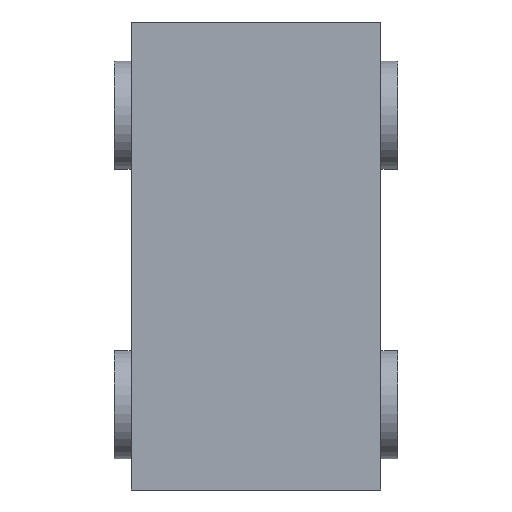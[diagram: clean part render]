
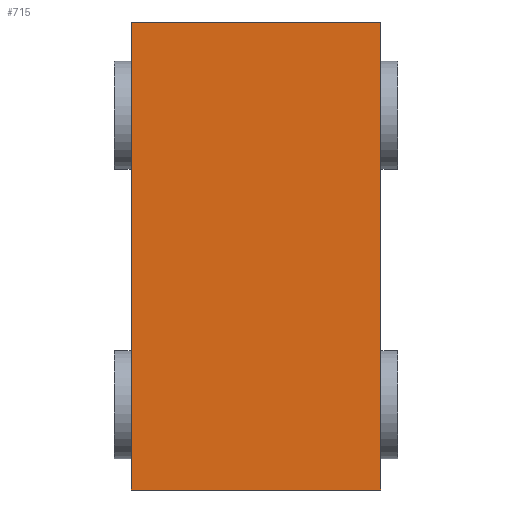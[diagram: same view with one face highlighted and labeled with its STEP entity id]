
A CAD part, front view. The second image highlights one B-rep face of the part: STEP entity #715.
In plain terms, the highlighted planar face has unit normal (0, -1, 0).
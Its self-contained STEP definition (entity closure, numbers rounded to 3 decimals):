
#11 = LINE ( 'NONE', #168, #998 ) ;
#15 = EDGE_LOOP ( 'NONE', ( #646, #858, #59, #739, #957, #315, #443, #879, #718, #184, #684, #518 ) ) ;
#44 = LINE ( 'NONE', #290, #289 ) ;
#50 = VERTEX_POINT ( 'NONE', #119 ) ;
#59 = ORIENTED_EDGE ( 'NONE', *, *, #236, .T. ) ;
#62 = VERTEX_POINT ( 'NONE', #133 ) ;
#69 = CARTESIAN_POINT ( 'NONE',  ( -75., -70., 75. ) ) ;
#70 = VECTOR ( 'NONE', #293, 1000. ) ;
#80 = LINE ( 'NONE', #482, #146 ) ;
#98 = DIRECTION ( 'NONE',  ( 1., 0., 0. ) ) ;
#100 = DIRECTION ( 'NONE',  ( 0., 0., -1. ) ) ;
#102 = LINE ( 'NONE', #259, #316 ) ;
#107 = DIRECTION ( 'NONE',  ( 0., 0., -1. ) ) ;
#117 = CARTESIAN_POINT ( 'NONE',  ( 75., -70., -206.035 ) ) ;
#119 = CARTESIAN_POINT ( 'NONE',  ( -75., -70., -187.303 ) ) ;
#122 = VECTOR ( 'NONE', #264, 1000. ) ;
#126 = VERTEX_POINT ( 'NONE', #150 ) ;
#133 = CARTESIAN_POINT ( 'NONE',  ( 75., -70., 51.516 ) ) ;
#146 = VECTOR ( 'NONE', #654, 1000. ) ;
#150 = CARTESIAN_POINT ( 'NONE',  ( 75., -70., -122.303 ) ) ;
#168 = CARTESIAN_POINT ( 'NONE',  ( 75., -70., 75. ) ) ;
#184 = ORIENTED_EDGE ( 'NONE', *, *, #733, .T. ) ;
#188 = EDGE_CURVE ( 'NONE', #692, #271, #469, .T. ) ;
#189 = LINE ( 'NONE', #525, #122 ) ;
#207 = VERTEX_POINT ( 'NONE', #221 ) ;
#221 = CARTESIAN_POINT ( 'NONE',  ( -75., -70., 51.516 ) ) ;
#227 = VERTEX_POINT ( 'NONE', #954 ) ;
#236 = EDGE_CURVE ( 'NONE', #126, #1045, #452, .T. ) ;
#242 = CARTESIAN_POINT ( 'NONE',  ( -75., -70., 75. ) ) ;
#246 = DIRECTION ( 'NONE',  ( 0., 0., -1. ) ) ;
#248 = CARTESIAN_POINT ( 'NONE',  ( -75., -70., -206.035 ) ) ;
#259 = CARTESIAN_POINT ( 'NONE',  ( -75., -70., -206.035 ) ) ;
#260 = DIRECTION ( 'NONE',  ( 0., 0., 1. ) ) ;
#264 = DIRECTION ( 'NONE',  ( 0., 0., -1. ) ) ;
#271 = VERTEX_POINT ( 'NONE', #937 ) ;
#275 = DIRECTION ( 'NONE',  ( 0., 0., 1. ) ) ;
#289 = VECTOR ( 'NONE', #100, 1000. ) ;
#290 = CARTESIAN_POINT ( 'NONE',  ( -75., -70., 75. ) ) ;
#293 = DIRECTION ( 'NONE',  ( 0., 0., 1. ) ) ;
#315 = ORIENTED_EDGE ( 'NONE', *, *, #188, .T. ) ;
#316 = VECTOR ( 'NONE', #98, 1000. ) ;
#320 = CARTESIAN_POINT ( 'NONE',  ( 0., -70., 0. ) ) ;
#324 = VERTEX_POINT ( 'NONE', #117 ) ;
#332 = CARTESIAN_POINT ( 'NONE',  ( 75., -70., 75. ) ) ;
#339 = EDGE_CURVE ( 'NONE', #352, #126, #1000, .T. ) ;
#342 = CARTESIAN_POINT ( 'NONE',  ( 75., -70., -187.303 ) ) ;
#343 = VECTOR ( 'NONE', #491, 1000. ) ;
#352 = VERTEX_POINT ( 'NONE', #342 ) ;
#437 = LINE ( 'NONE', #1014, #992 ) ;
#443 = ORIENTED_EDGE ( 'NONE', *, *, #671, .T. ) ;
#452 = LINE ( 'NONE', #619, #70 ) ;
#469 = LINE ( 'NONE', #69, #569 ) ;
#482 = CARTESIAN_POINT ( 'NONE',  ( -75., -70., 75. ) ) ;
#488 = VECTOR ( 'NONE', #988, 1000. ) ;
#491 = DIRECTION ( 'NONE',  ( 0., 0., -1. ) ) ;
#492 = EDGE_CURVE ( 'NONE', #864, #324, #102, .T. ) ;
#502 = LINE ( 'NONE', #661, #488 ) ;
#518 = ORIENTED_EDGE ( 'NONE', *, *, #492, .T. ) ;
#525 = CARTESIAN_POINT ( 'NONE',  ( -75., -70., 75. ) ) ;
#537 = EDGE_CURVE ( 'NONE', #207, #227, #930, .T. ) ;
#547 = EDGE_CURVE ( 'NONE', #50, #864, #189, .T. ) ;
#554 = CARTESIAN_POINT ( 'NONE',  ( 75., -70., -13.484 ) ) ;
#569 = VECTOR ( 'NONE', #802, 1000. ) ;
#614 = EDGE_CURVE ( 'NONE', #1045, #62, #502, .T. ) ;
#619 = CARTESIAN_POINT ( 'NONE',  ( 75., -70., 75. ) ) ;
#627 = AXIS2_PLACEMENT_3D ( 'NONE', #320, #901, #246 ) ;
#646 = ORIENTED_EDGE ( 'NONE', *, *, #658, .T. ) ;
#654 = DIRECTION ( 'NONE',  ( 0., 0., -1. ) ) ;
#658 = EDGE_CURVE ( 'NONE', #324, #352, #11, .T. ) ;
#661 = CARTESIAN_POINT ( 'NONE',  ( 75., -70., 75. ) ) ;
#671 = EDGE_CURVE ( 'NONE', #271, #207, #828, .T. ) ;
#684 = ORIENTED_EDGE ( 'NONE', *, *, #547, .T. ) ;
#692 = VERTEX_POINT ( 'NONE', #746 ) ;
#715 = ADVANCED_FACE ( 'NONE', ( #748 ), #755, .T. ) ;
#718 = ORIENTED_EDGE ( 'NONE', *, *, #981, .T. ) ;
#733 = EDGE_CURVE ( 'NONE', #786, #50, #80, .T. ) ;
#739 = ORIENTED_EDGE ( 'NONE', *, *, #614, .T. ) ;
#746 = CARTESIAN_POINT ( 'NONE',  ( 75., -70., 75. ) ) ;
#748 = FACE_OUTER_BOUND ( 'NONE', #15, .T. ) ;
#755 = PLANE ( 'NONE',  #627 ) ;
#771 = CARTESIAN_POINT ( 'NONE',  ( -75., -70., 75. ) ) ;
#786 = VERTEX_POINT ( 'NONE', #817 ) ;
#802 = DIRECTION ( 'NONE',  ( -1., 0., 0. ) ) ;
#817 = CARTESIAN_POINT ( 'NONE',  ( -75., -70., -122.303 ) ) ;
#828 = LINE ( 'NONE', #242, #343 ) ;
#834 = DIRECTION ( 'NONE',  ( 0., 0., 1. ) ) ;
#858 = ORIENTED_EDGE ( 'NONE', *, *, #339, .T. ) ;
#864 = VERTEX_POINT ( 'NONE', #248 ) ;
#879 = ORIENTED_EDGE ( 'NONE', *, *, #537, .T. ) ;
#901 = DIRECTION ( 'NONE',  ( 0., -1., 0. ) ) ;
#930 = LINE ( 'NONE', #771, #972 ) ;
#937 = CARTESIAN_POINT ( 'NONE',  ( -75., -70., 75. ) ) ;
#954 = CARTESIAN_POINT ( 'NONE',  ( -75., -70., -13.484 ) ) ;
#957 = ORIENTED_EDGE ( 'NONE', *, *, #1006, .T. ) ;
#966 = VECTOR ( 'NONE', #260, 1000. ) ;
#972 = VECTOR ( 'NONE', #107, 1000. ) ;
#981 = EDGE_CURVE ( 'NONE', #227, #786, #44, .T. ) ;
#988 = DIRECTION ( 'NONE',  ( 0., 0., 1. ) ) ;
#992 = VECTOR ( 'NONE', #275, 1000. ) ;
#998 = VECTOR ( 'NONE', #834, 1000. ) ;
#1000 = LINE ( 'NONE', #332, #966 ) ;
#1006 = EDGE_CURVE ( 'NONE', #62, #692, #437, .T. ) ;
#1014 = CARTESIAN_POINT ( 'NONE',  ( 75., -70., 75. ) ) ;
#1045 = VERTEX_POINT ( 'NONE', #554 ) ;
